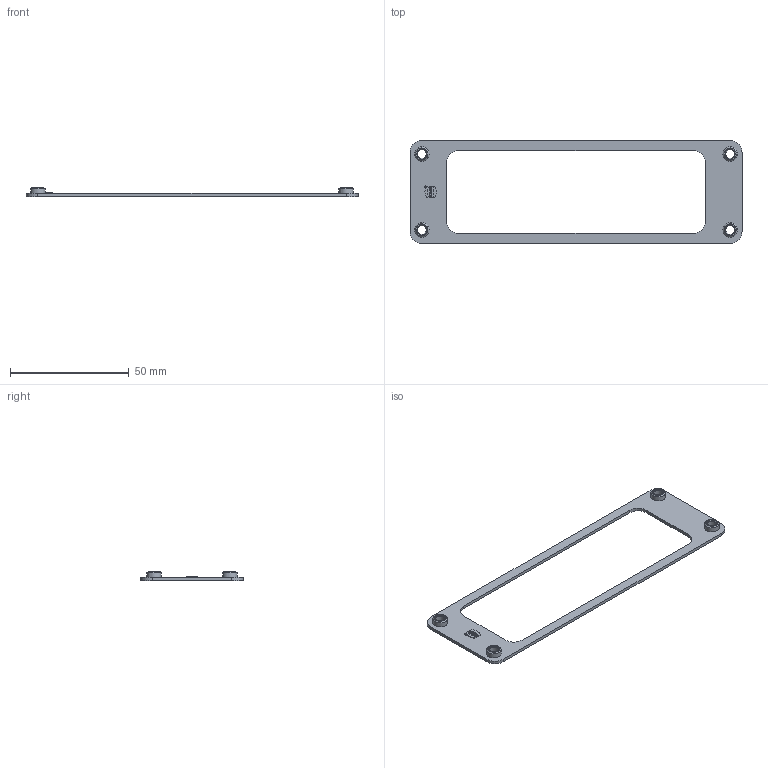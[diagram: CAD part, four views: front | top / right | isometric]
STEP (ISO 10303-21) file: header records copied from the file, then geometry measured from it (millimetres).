
FILE_DESCRIPTION(/* description */ (''),/* implementation_level */ '2;1');
FILE_NAME(/* name */ '100621269ugm000_a.stp',/* time_stamp */ '2015-04-24T08:37:08+02:00',/* author */ (''),/* organization */ (''),/* preprocessor_version */ 'ST-DEVELOPER v15',/* originating_system */ 'SIEMENS PLM Software NX 8.5',/* authorisation */ '');
FILE_SCHEMA (('AUTOMOTIVE_DESIGN { 1 0 10303 214 3 1 1 1 }'));
Length unit declared in the file: millimetre
Products named in the file (1): 100621269ugm000_a
Bounding box: 140 x 43.4 x 3.85 mm (x, y, z)
Volume: 3024.6 mm3; surface area: 5649.3 mm2
Topology: 1 solids, 1 shells, 147 faces, 361 edges, 240 vertices
Faces by surface type: plane 107, cylinder 30, cone 8, extrusion 2
Full cylindrical faces by diameter (mm): 0.55 x1, 0.65 x1, 3.7 x4, 4.2 x4, 6.1 x4
Entity records: 5366 total; most frequent: CARTESIAN_POINT 838, DIRECTION 693, ORIENTED_EDGE 672, EDGE_CURVE 336, VECTOR 265, LINE 263, VERTEX_POINT 236, AXIS2_PLACEMENT_3D 214
